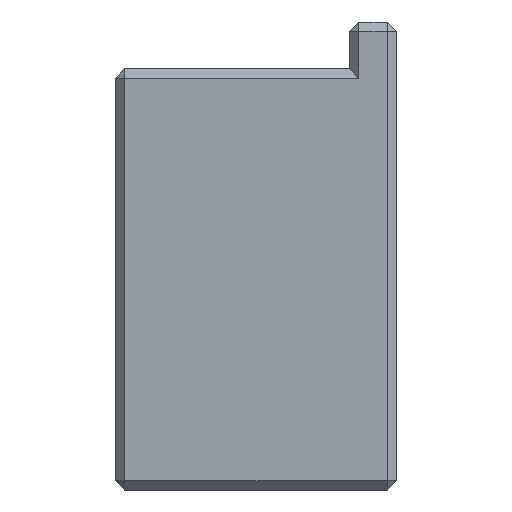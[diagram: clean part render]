
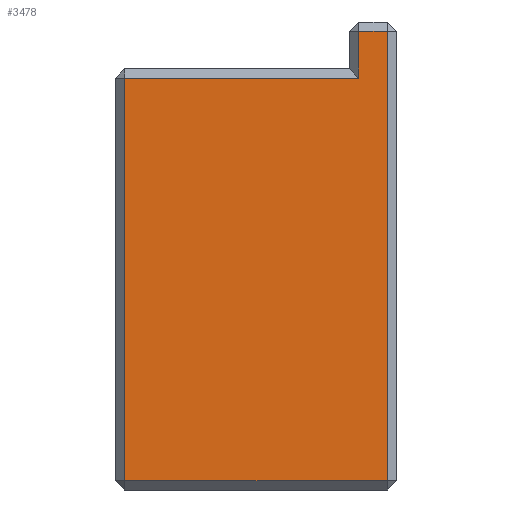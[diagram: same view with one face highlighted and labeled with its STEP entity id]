
A CAD part, left-side view. The second image highlights one B-rep face of the part: STEP entity #3478.
In plain terms, the highlighted planar face has unit normal (-1, 0, 0).
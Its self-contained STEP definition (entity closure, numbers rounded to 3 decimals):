
#137 = VECTOR ( 'NONE', #2967, 1000. ) ;
#161 = VERTEX_POINT ( 'NONE', #4158 ) ;
#320 = VERTEX_POINT ( 'NONE', #765 ) ;
#372 = CARTESIAN_POINT ( 'NONE',  ( -75., 3., 0.2 ) ) ;
#422 = LINE ( 'NONE', #3900, #137 ) ;
#434 = DIRECTION ( 'NONE',  ( 1., 0., 0. ) ) ;
#553 = VECTOR ( 'NONE', #3222, 1000. ) ;
#717 = ORIENTED_EDGE ( 'NONE', *, *, #1705, .T. ) ;
#765 = CARTESIAN_POINT ( 'NONE',  ( -75., 2.8, 8.8 ) ) ;
#813 = DIRECTION ( 'NONE',  ( 0., -1., 0. ) ) ;
#1079 = EDGE_CURVE ( 'NONE', #3213, #320, #5395, .T. ) ;
#1133 = CARTESIAN_POINT ( 'NONE',  ( -75., -2.8, 10. ) ) ;
#1398 = AXIS2_PLACEMENT_3D ( 'NONE', #3965, #434, #5293 ) ;
#1626 = ORIENTED_EDGE ( 'NONE', *, *, #3767, .T. ) ;
#1705 = EDGE_CURVE ( 'NONE', #1744, #3213, #3450, .T. ) ;
#1722 = VERTEX_POINT ( 'NONE', #3032 ) ;
#1744 = VERTEX_POINT ( 'NONE', #2182 ) ;
#1867 = VECTOR ( 'NONE', #3763, 1000. ) ;
#1878 = ORIENTED_EDGE ( 'NONE', *, *, #1911, .T. ) ;
#1911 = EDGE_CURVE ( 'NONE', #161, #1744, #3817, .T. ) ;
#2084 = EDGE_CURVE ( 'NONE', #320, #1722, #422, .T. ) ;
#2160 = FACE_OUTER_BOUND ( 'NONE', #4880, .T. ) ;
#2182 = CARTESIAN_POINT ( 'NONE',  ( -75., -2.2, 9.8 ) ) ;
#2214 = CARTESIAN_POINT ( 'NONE',  ( -75., -2.2, 10. ) ) ;
#2314 = CARTESIAN_POINT ( 'NONE',  ( -75., 3., 8.8 ) ) ;
#2373 = VERTEX_POINT ( 'NONE', #4476 ) ;
#2380 = CARTESIAN_POINT ( 'NONE',  ( -75., -2., 9.8 ) ) ;
#2427 = ORIENTED_EDGE ( 'NONE', *, *, #2084, .T. ) ;
#2731 = EDGE_CURVE ( 'NONE', #1722, #2373, #4786, .T. ) ;
#2967 = DIRECTION ( 'NONE',  ( 0., 0., -1. ) ) ;
#3032 = CARTESIAN_POINT ( 'NONE',  ( -75., 2.8, 0.2 ) ) ;
#3213 = VERTEX_POINT ( 'NONE', #5570 ) ;
#3222 = DIRECTION ( 'NONE',  ( 0., 1., 0. ) ) ;
#3450 = LINE ( 'NONE', #2214, #5144 ) ;
#3478 = ADVANCED_FACE ( 'NONE', ( #2160 ), #4384, .F. ) ;
#3763 = DIRECTION ( 'NONE',  ( 0., 0., 1. ) ) ;
#3767 = EDGE_CURVE ( 'NONE', #2373, #161, #4691, .T. ) ;
#3817 = LINE ( 'NONE', #2380, #4858 ) ;
#3900 = CARTESIAN_POINT ( 'NONE',  ( -75., 2.8, 10. ) ) ;
#3965 = CARTESIAN_POINT ( 'NONE',  ( -75., 3., 10. ) ) ;
#4000 = DIRECTION ( 'NONE',  ( 0., 0., -1. ) ) ;
#4158 = CARTESIAN_POINT ( 'NONE',  ( -75., -2.8, 9.8 ) ) ;
#4363 = ORIENTED_EDGE ( 'NONE', *, *, #1079, .T. ) ;
#4384 = PLANE ( 'NONE',  #1398 ) ;
#4476 = CARTESIAN_POINT ( 'NONE',  ( -75., -2.8, 0.2 ) ) ;
#4691 = LINE ( 'NONE', #1133, #1867 ) ;
#4786 = LINE ( 'NONE', #372, #5141 ) ;
#4858 = VECTOR ( 'NONE', #5575, 1000. ) ;
#4880 = EDGE_LOOP ( 'NONE', ( #1878, #717, #4363, #2427, #5518, #1626 ) ) ;
#5141 = VECTOR ( 'NONE', #813, 1000. ) ;
#5144 = VECTOR ( 'NONE', #4000, 1000. ) ;
#5293 = DIRECTION ( 'NONE',  ( 0., 0., -1. ) ) ;
#5395 = LINE ( 'NONE', #2314, #553 ) ;
#5518 = ORIENTED_EDGE ( 'NONE', *, *, #2731, .T. ) ;
#5570 = CARTESIAN_POINT ( 'NONE',  ( -75., -2.2, 8.8 ) ) ;
#5575 = DIRECTION ( 'NONE',  ( 0., 1., 0. ) ) ;
